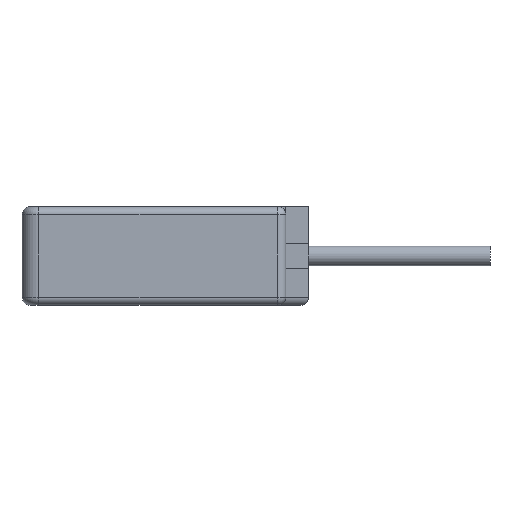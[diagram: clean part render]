
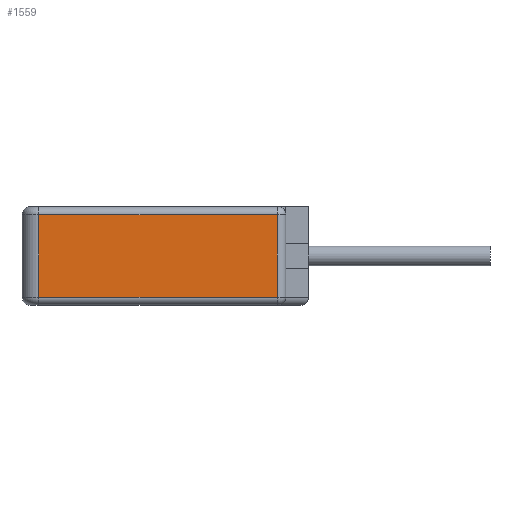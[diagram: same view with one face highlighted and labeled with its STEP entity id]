
A CAD part, left-side view. The second image highlights one B-rep face of the part: STEP entity #1559.
In plain terms, the highlighted planar face has unit normal (-1, 0, 0).
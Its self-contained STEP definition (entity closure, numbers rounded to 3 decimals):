
#801 = CARTESIAN_POINT ( 'NONE',  ( 0., 7.5, 0.25 ) ) ;
#863 = LINE ( 'NONE', #23886, #12336 ) ;
#1188 = VECTOR ( 'NONE', #1667, 1000. ) ;
#1453 = VECTOR ( 'NONE', #15239, 1000. ) ;
#1559 = ADVANCED_FACE ( 'NONE', ( #10787 ), #5138, .F. ) ;
#1667 = DIRECTION ( 'NONE',  ( 0., 0., 1. ) ) ;
#1710 = EDGE_LOOP ( 'NONE', ( #15094, #21261, #22748, #9003 ) ) ;
#4569 = CARTESIAN_POINT ( 'NONE',  ( 0., 0.25, 0.25 ) ) ;
#5138 = PLANE ( 'NONE',  #14982 ) ;
#6369 = VERTEX_POINT ( 'NONE', #4569 ) ;
#8228 = VERTEX_POINT ( 'NONE', #11855 ) ;
#8576 = CARTESIAN_POINT ( 'NONE',  ( 0., 0.25, 2.75 ) ) ;
#8728 = VERTEX_POINT ( 'NONE', #801 ) ;
#9003 = ORIENTED_EDGE ( 'NONE', *, *, #17233, .T. ) ;
#9140 = DIRECTION ( 'NONE',  ( 1., 0., 0. ) ) ;
#9172 = LINE ( 'NONE', #18738, #23278 ) ;
#9703 = DIRECTION ( 'NONE',  ( 0., 0., -1. ) ) ;
#10787 = FACE_OUTER_BOUND ( 'NONE', #1710, .T. ) ;
#11855 = CARTESIAN_POINT ( 'NONE',  ( 0., 7.5, 2.75 ) ) ;
#12336 = VECTOR ( 'NONE', #9703, 1000. ) ;
#13089 = VERTEX_POINT ( 'NONE', #8576 ) ;
#13269 = DIRECTION ( 'NONE',  ( 0., 0., -1. ) ) ;
#13608 = CARTESIAN_POINT ( 'NONE',  ( 0., 0., 2.75 ) ) ;
#13987 = CARTESIAN_POINT ( 'NONE',  ( 0., 0.25, 3. ) ) ;
#14982 = AXIS2_PLACEMENT_3D ( 'NONE', #21411, #9140, #13269 ) ;
#15094 = ORIENTED_EDGE ( 'NONE', *, *, #19503, .T. ) ;
#15239 = DIRECTION ( 'NONE',  ( 0., 1., 0. ) ) ;
#15838 = LINE ( 'NONE', #13608, #1453 ) ;
#17233 = EDGE_CURVE ( 'NONE', #13089, #8228, #15838, .T. ) ;
#18115 = LINE ( 'NONE', #13987, #1188 ) ;
#18738 = CARTESIAN_POINT ( 'NONE',  ( 0., 0., 0.25 ) ) ;
#19503 = EDGE_CURVE ( 'NONE', #8228, #8728, #863, .T. ) ;
#20090 = EDGE_CURVE ( 'NONE', #6369, #13089, #18115, .T. ) ;
#20687 = DIRECTION ( 'NONE',  ( 0., -1., 0. ) ) ;
#21261 = ORIENTED_EDGE ( 'NONE', *, *, #26217, .T. ) ;
#21411 = CARTESIAN_POINT ( 'NONE',  ( 0., 0., 3. ) ) ;
#22748 = ORIENTED_EDGE ( 'NONE', *, *, #20090, .T. ) ;
#23278 = VECTOR ( 'NONE', #20687, 1000. ) ;
#23886 = CARTESIAN_POINT ( 'NONE',  ( 0., 7.5, 3. ) ) ;
#26217 = EDGE_CURVE ( 'NONE', #8728, #6369, #9172, .T. ) ;
